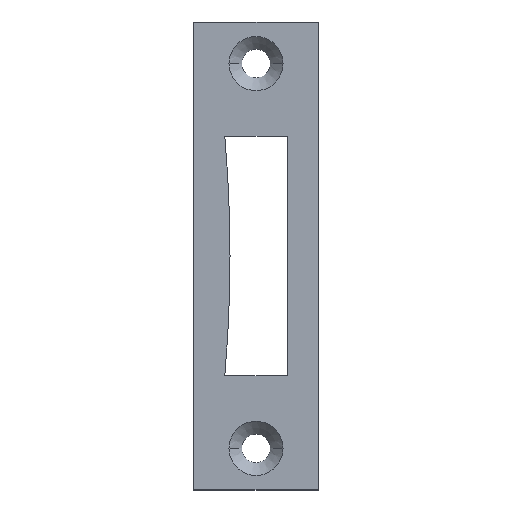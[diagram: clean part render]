
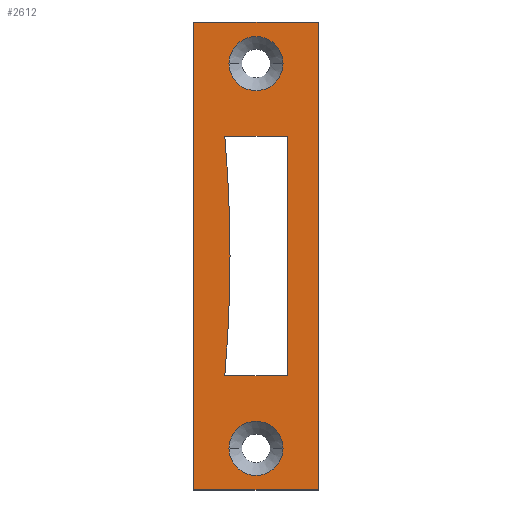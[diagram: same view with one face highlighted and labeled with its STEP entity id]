
A CAD part, top view. The second image highlights one B-rep face of the part: STEP entity #2612.
In plain terms, the highlighted planar face has unit normal (0, 0, 1).
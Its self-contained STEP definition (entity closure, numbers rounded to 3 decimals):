
#31 = DIRECTION ( 'NONE',  ( 1., 0., 0. ) ) ;
#95 = DIRECTION ( 'NONE',  ( 1., 0., 0. ) ) ;
#229 = EDGE_CURVE ( 'NONE', #10819, #4217, #6191, .T. ) ;
#281 = DIRECTION ( 'NONE',  ( -1., 0., 0. ) ) ;
#369 = CARTESIAN_POINT ( 'NONE',  ( 0., 37., 1.5 ) ) ;
#959 = ORIENTED_EDGE ( 'NONE', *, *, #6479, .F. ) ;
#991 = DIRECTION ( 'NONE',  ( -1., 0., 0. ) ) ;
#1001 = PLANE ( 'NONE',  #12293 ) ;
#1062 = ORIENTED_EDGE ( 'NONE', *, *, #3302, .T. ) ;
#1107 = FACE_BOUND ( 'NONE', #4931, .T. ) ;
#1246 = ORIENTED_EDGE ( 'NONE', *, *, #2582, .F. ) ;
#1282 = ORIENTED_EDGE ( 'NONE', *, *, #6659, .T. ) ;
#1485 = DIRECTION ( 'NONE',  ( -1., 0., 0. ) ) ;
#1490 = CARTESIAN_POINT ( 'NONE',  ( -6., -23., 1.5 ) ) ;
#1579 = CIRCLE ( 'NONE', #2495, 265. ) ;
#1592 = VECTOR ( 'NONE', #9339, 1000. ) ;
#1703 = ORIENTED_EDGE ( 'NONE', *, *, #229, .T. ) ;
#1800 = CARTESIAN_POINT ( 'NONE',  ( -12., -45., 1.5 ) ) ;
#1804 = FACE_BOUND ( 'NONE', #12497, .T. ) ;
#1852 = LINE ( 'NONE', #2639, #14350 ) ;
#1972 = DIRECTION ( 'NONE',  ( 0., 0., 1. ) ) ;
#2028 = CARTESIAN_POINT ( 'NONE',  ( 0., -37., 1.5 ) ) ;
#2060 = CARTESIAN_POINT ( 'NONE',  ( 0., 37., 1.5 ) ) ;
#2137 = CARTESIAN_POINT ( 'NONE',  ( 12., 45., 1.5 ) ) ;
#2495 = AXIS2_PLACEMENT_3D ( 'NONE', #6587, #1972, #991 ) ;
#2582 = EDGE_CURVE ( 'NONE', #8592, #9854, #6057, .T. ) ;
#2612 = ADVANCED_FACE ( 'NONE', ( #1107, #4801, #8878, #1804 ), #1001, .T. ) ;
#2639 = CARTESIAN_POINT ( 'NONE',  ( -12., 45., 1.5 ) ) ;
#2817 = CARTESIAN_POINT ( 'NONE',  ( -270., 0., 1.5 ) ) ;
#3122 = CIRCLE ( 'NONE', #7487, 5.2 ) ;
#3302 = EDGE_CURVE ( 'NONE', #7635, #13133, #6595, .T. ) ;
#3414 = ORIENTED_EDGE ( 'NONE', *, *, #13624, .T. ) ;
#3517 = VERTEX_POINT ( 'NONE', #10650 ) ;
#3543 = CARTESIAN_POINT ( 'NONE',  ( -6., 23., 1.5 ) ) ;
#3683 = ORIENTED_EDGE ( 'NONE', *, *, #14383, .F. ) ;
#3743 = CIRCLE ( 'NONE', #6337, 5.2 ) ;
#3760 = ORIENTED_EDGE ( 'NONE', *, *, #11982, .F. ) ;
#3848 = EDGE_CURVE ( 'NONE', #10819, #8592, #14631, .T. ) ;
#3911 = CIRCLE ( 'NONE', #13985, 5.2 ) ;
#3926 = ORIENTED_EDGE ( 'NONE', *, *, #3848, .F. ) ;
#4078 = EDGE_CURVE ( 'NONE', #4217, #11289, #1579, .T. ) ;
#4217 = VERTEX_POINT ( 'NONE', #7034 ) ;
#4500 = DIRECTION ( 'NONE',  ( 0., 0., 1. ) ) ;
#4801 = FACE_BOUND ( 'NONE', #11082, .T. ) ;
#4931 = EDGE_LOOP ( 'NONE', ( #959, #10339 ) ) ;
#5122 = LINE ( 'NONE', #3543, #5657 ) ;
#5311 = CARTESIAN_POINT ( 'NONE',  ( 6., -23., 1.5 ) ) ;
#5537 = ORIENTED_EDGE ( 'NONE', *, *, #9262, .T. ) ;
#5657 = VECTOR ( 'NONE', #1485, 1000. ) ;
#6015 = EDGE_LOOP ( 'NONE', ( #3414, #5537, #1282, #1062 ) ) ;
#6057 = LINE ( 'NONE', #8748, #6956 ) ;
#6191 = CIRCLE ( 'NONE', #6260, 265. ) ;
#6260 = AXIS2_PLACEMENT_3D ( 'NONE', #2817, #7341, #14053 ) ;
#6337 = AXIS2_PLACEMENT_3D ( 'NONE', #2060, #6432, #31 ) ;
#6432 = DIRECTION ( 'NONE',  ( 0., 0., 1. ) ) ;
#6479 = EDGE_CURVE ( 'NONE', #6647, #13766, #3122, .T. ) ;
#6496 = DIRECTION ( 'NONE',  ( 1., 0., 0. ) ) ;
#6532 = VECTOR ( 'NONE', #14071, 1000. ) ;
#6587 = CARTESIAN_POINT ( 'NONE',  ( -270., 0., 1.5 ) ) ;
#6595 = LINE ( 'NONE', #7546, #6532 ) ;
#6647 = VERTEX_POINT ( 'NONE', #6834 ) ;
#6659 = EDGE_CURVE ( 'NONE', #3517, #7635, #12490, .T. ) ;
#6784 = DIRECTION ( 'NONE',  ( 0., -1., 0. ) ) ;
#6834 = CARTESIAN_POINT ( 'NONE',  ( 5.2, 37., 1.5 ) ) ;
#6839 = CARTESIAN_POINT ( 'NONE',  ( -5.2, 37., 1.5 ) ) ;
#6956 = VECTOR ( 'NONE', #13514, 1000. ) ;
#7034 = CARTESIAN_POINT ( 'NONE',  ( -5., 0., 1.5 ) ) ;
#7341 = DIRECTION ( 'NONE',  ( 0., 0., 1. ) ) ;
#7487 = AXIS2_PLACEMENT_3D ( 'NONE', #369, #10470, #8281 ) ;
#7546 = CARTESIAN_POINT ( 'NONE',  ( -12., -45., 1.5 ) ) ;
#7635 = VERTEX_POINT ( 'NONE', #1800 ) ;
#7842 = CARTESIAN_POINT ( 'NONE',  ( 0., -37., 1.5 ) ) ;
#7856 = VERTEX_POINT ( 'NONE', #13376 ) ;
#7983 = DIRECTION ( 'NONE',  ( 1., 0., 0. ) ) ;
#8281 = DIRECTION ( 'NONE',  ( 1., 0., 0. ) ) ;
#8592 = VERTEX_POINT ( 'NONE', #5311 ) ;
#8642 = CARTESIAN_POINT ( 'NONE',  ( -5.2, -37., 1.5 ) ) ;
#8668 = CARTESIAN_POINT ( 'NONE',  ( 6., 23., 1.5 ) ) ;
#8748 = CARTESIAN_POINT ( 'NONE',  ( 6., 23., 1.5 ) ) ;
#8878 = FACE_OUTER_BOUND ( 'NONE', #6015, .T. ) ;
#8951 = CARTESIAN_POINT ( 'NONE',  ( -6., 23., 1.5 ) ) ;
#8952 = CARTESIAN_POINT ( 'NONE',  ( 0., 0., 1.5 ) ) ;
#8964 = VECTOR ( 'NONE', #6784, 1000. ) ;
#9262 = EDGE_CURVE ( 'NONE', #9597, #3517, #1852, .T. ) ;
#9295 = DIRECTION ( 'NONE',  ( 0., 0., 1. ) ) ;
#9339 = DIRECTION ( 'NONE',  ( 1., 0., 0. ) ) ;
#9597 = VERTEX_POINT ( 'NONE', #12571 ) ;
#9854 = VERTEX_POINT ( 'NONE', #8668 ) ;
#9896 = DIRECTION ( 'NONE',  ( 0., 0., 1. ) ) ;
#10250 = ORIENTED_EDGE ( 'NONE', *, *, #4078, .T. ) ;
#10339 = ORIENTED_EDGE ( 'NONE', *, *, #13238, .F. ) ;
#10438 = EDGE_CURVE ( 'NONE', #9854, #11289, #5122, .T. ) ;
#10445 = ORIENTED_EDGE ( 'NONE', *, *, #10438, .F. ) ;
#10470 = DIRECTION ( 'NONE',  ( 0., 0., 1. ) ) ;
#10481 = VECTOR ( 'NONE', #13287, 1000. ) ;
#10650 = CARTESIAN_POINT ( 'NONE',  ( -12., 45., 1.5 ) ) ;
#10819 = VERTEX_POINT ( 'NONE', #12615 ) ;
#11082 = EDGE_LOOP ( 'NONE', ( #3683, #3760 ) ) ;
#11289 = VERTEX_POINT ( 'NONE', #8951 ) ;
#11550 = LINE ( 'NONE', #2137, #10481 ) ;
#11982 = EDGE_CURVE ( 'NONE', #13186, #7856, #13992, .T. ) ;
#12293 = AXIS2_PLACEMENT_3D ( 'NONE', #8952, #9295, #95 ) ;
#12490 = LINE ( 'NONE', #13510, #8964 ) ;
#12497 = EDGE_LOOP ( 'NONE', ( #10445, #1246, #3926, #1703, #10250 ) ) ;
#12571 = CARTESIAN_POINT ( 'NONE',  ( 12., 45., 1.5 ) ) ;
#12615 = CARTESIAN_POINT ( 'NONE',  ( -6., -23., 1.5 ) ) ;
#12937 = CARTESIAN_POINT ( 'NONE',  ( 12., -45., 1.5 ) ) ;
#13133 = VERTEX_POINT ( 'NONE', #12937 ) ;
#13186 = VERTEX_POINT ( 'NONE', #8642 ) ;
#13238 = EDGE_CURVE ( 'NONE', #13766, #6647, #3743, .T. ) ;
#13287 = DIRECTION ( 'NONE',  ( 0., 1., 0. ) ) ;
#13376 = CARTESIAN_POINT ( 'NONE',  ( 5.2, -37., 1.5 ) ) ;
#13389 = AXIS2_PLACEMENT_3D ( 'NONE', #7842, #4500, #7983 ) ;
#13510 = CARTESIAN_POINT ( 'NONE',  ( -12., 45., 1.5 ) ) ;
#13514 = DIRECTION ( 'NONE',  ( 0., 1., 0. ) ) ;
#13624 = EDGE_CURVE ( 'NONE', #13133, #9597, #11550, .T. ) ;
#13766 = VERTEX_POINT ( 'NONE', #6839 ) ;
#13985 = AXIS2_PLACEMENT_3D ( 'NONE', #2028, #9896, #6496 ) ;
#13992 = CIRCLE ( 'NONE', #13389, 5.2 ) ;
#14053 = DIRECTION ( 'NONE',  ( -1., 0., 0. ) ) ;
#14071 = DIRECTION ( 'NONE',  ( 1., 0., 0. ) ) ;
#14350 = VECTOR ( 'NONE', #281, 1000. ) ;
#14383 = EDGE_CURVE ( 'NONE', #7856, #13186, #3911, .T. ) ;
#14631 = LINE ( 'NONE', #1490, #1592 ) ;
